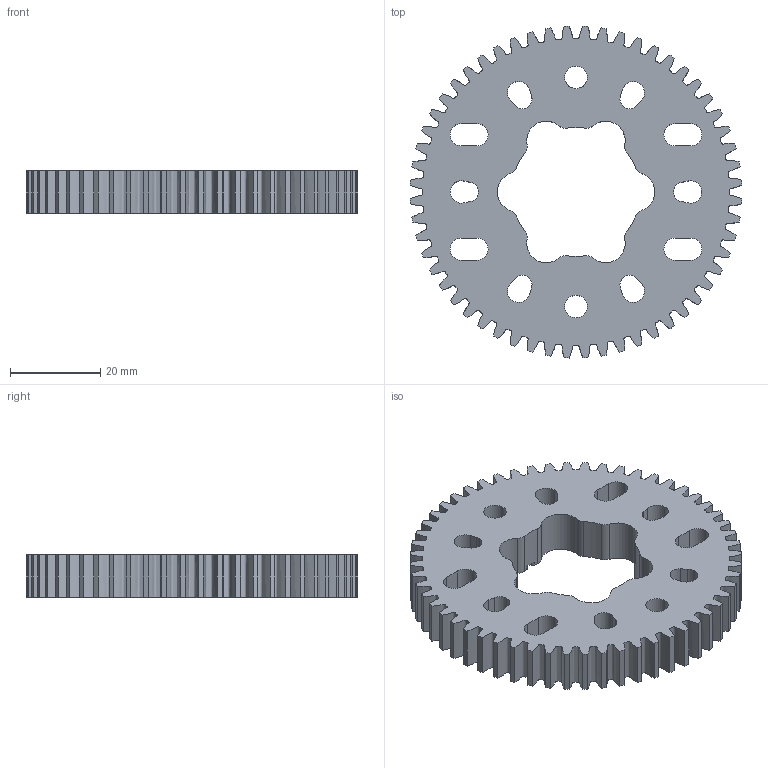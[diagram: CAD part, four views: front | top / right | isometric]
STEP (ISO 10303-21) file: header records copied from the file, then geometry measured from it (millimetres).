
FILE_DESCRIPTION (( 'STEP AP214' ), '1' );
FILE_NAME ('WCP-1202 Rev1.step', '2024-01-05T00:50:33', ( '' ), ( '' ), 'SwSTEP 2.0', 'SolidWorks 2022', '' );
FILE_SCHEMA (( 'AUTOMOTIVE_DESIGN' ));
Length unit declared in the file: inch
Products named in the file (1): WCP-1202 Rev1
Bounding box: 73.6 x 73.6 x 9.53 mm (x, y, z)
Volume: 28338.1 mm3; surface area: 13259.9 mm2
Topology: 1 solids, 1 shells, 354 faces, 1011 edges, 674 vertices
Faces by surface type: plane 127, cylinder 123, bspline 104
Entity records: 28629 total; most frequent: CARTESIAN_POINT 19760, ORIENTED_EDGE 2022, DIRECTION 1555, EDGE_CURVE 1011, VERTEX_POINT 674, VECTOR 553, LINE 553, AXIS2_PLACEMENT_3D 501
